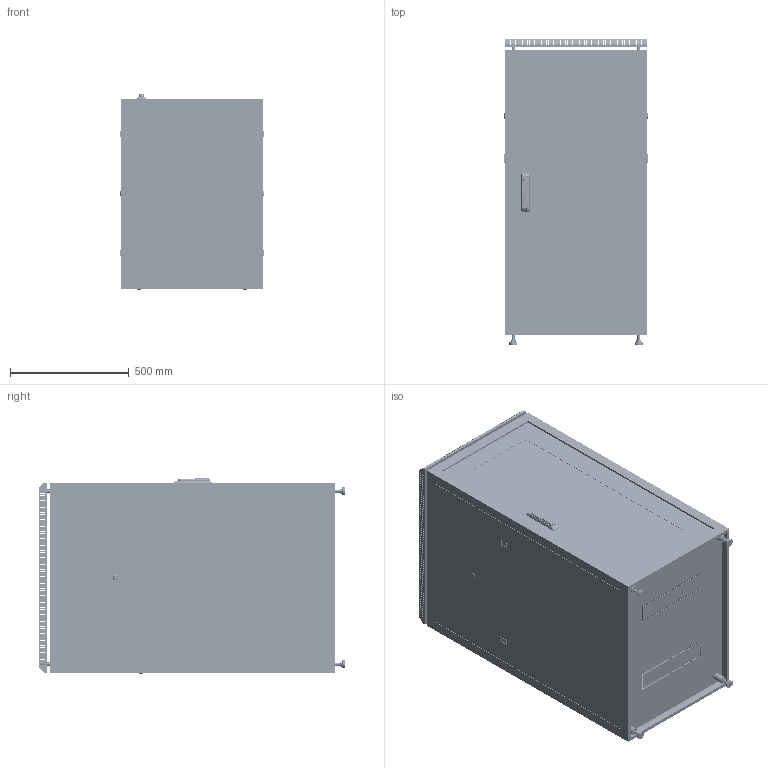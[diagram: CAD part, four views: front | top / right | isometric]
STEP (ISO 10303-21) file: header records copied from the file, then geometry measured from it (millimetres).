
FILE_DESCRIPTION (( 'STEP AP214' ), '1' );
FILE_NAME ('ITK 600x800_24U_DverStekl.STEP', '2018-06-06T08:52:51', ( '' ), ( '' ), 'SwSTEP 2.0', 'SolidWorks 2014', '' );
FILE_SCHEMA (( 'AUTOMOTIVE_DESIGN' ));
Length unit declared in the file: millimetre
Products named in the file (23): Îïîðà LF-80; Steklo_-01; ﾇ瑟鶴 MESAN 006; Stoika_-01; Dver_24U; Krysha; Panel_Bok_-01; Profil 19_-01; Dver_Sborka_24U; ITK 600x800_24U_DverStekl; Zad_panel_-01; hex flange bolt_din_DIN 6921 - M6 x 12 x 12-N; Planka_-01; ﾇ琥韲; Verh; ßçû÷åê (3õ òî÷å÷íîå çàïèðàíèå); Bok_profil_-01; Gaika; Kabel-Vvod; Niz; 侲膹馯罻; Vint (1)_01; Êîðïóñ çàìêà 006
Assembly tree (100 placements, depth 4):
  ITK 600x800_24U_DverStekl
    Verh
    Niz
    Stoika_-01  x4
    Profil 19_-01  x4
    Krysha
    Îïîðà LF-80  x4
    Bok_profil_-01  x6
    Vint (1)_01  x31
    Gaika  x32
    Planka_-01  x2
    Kabel-Vvod  x2
    Zad_panel_-01
    Panel_Bok_-01  x2
    Dver_Sborka_24U
      Dver_24U
      ﾇ瑟鶴 MESAN 006
        Êîðïóñ çàìêà 006
        侲膹馯罻
        ﾇ琥韲
        ßçû÷åê (3õ òî÷å÷íîå çàïèðàíèå)
        hex flange bolt_din_DIN 6921 - M6 x 12 x 12-N
      Steklo_-01
Bounding box: 608 x 1289.5 x 821.5 mm (x, y, z)
Volume: 11673516.6 mm3; surface area: 14270559.7 mm2
Topology: 99 solids, 99 shells, 11557 faces, 30799 edges, 19356 vertices
Faces by surface type: plane 9400, cylinder 1662, bspline 390, sphere 55, cone 39, torus 11
Full cylindrical faces by diameter (mm): 4 x3, 5 x3, 5.5 x8, 6 x59, 6.5 x32, 7 x34, 7.3 x12, 8 x2, 9 x4, 10 x11, 12 x4, 12.018 x31, 14 x8, 15 x1, 21 x1, 22 x1, 23 x8, 28 x4, 30 x4, 34 x4
Entity records: 110747 total; most frequent: CARTESIAN_POINT 19900, ORIENTED_EDGE 19054, DIRECTION 16743, EDGE_CURVE 9527, LINE 8753, VECTOR 8753, VERTEX_POINT 6344, EDGE_LOOP 4359
